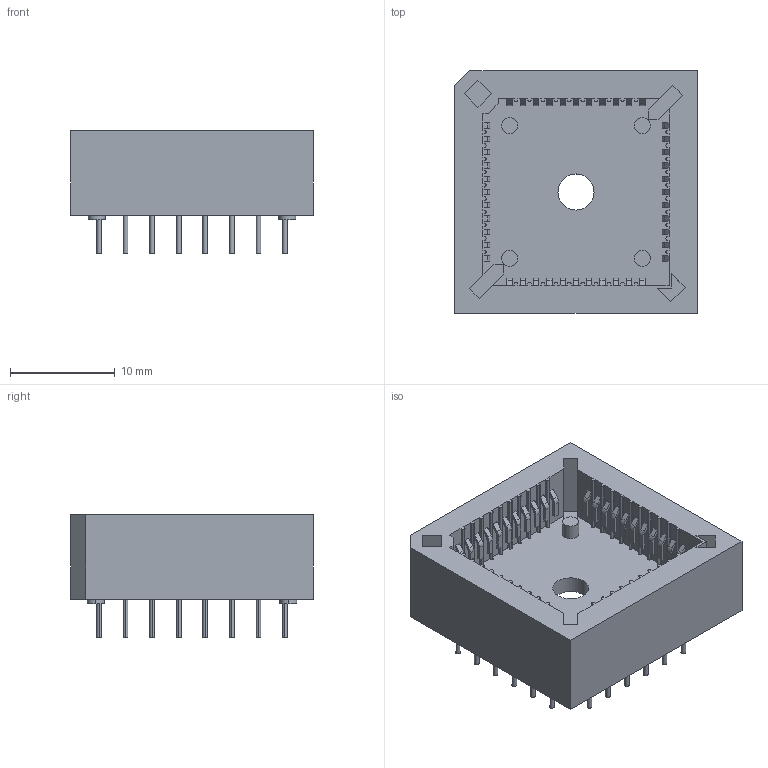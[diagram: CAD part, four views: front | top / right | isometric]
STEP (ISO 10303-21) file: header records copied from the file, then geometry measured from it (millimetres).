
FILE_DESCRIPTION(('STEP AP242'),'1');
FILE_NAME('70042919.stp','2020-03-13T10:22:58',('TraceParts'),('TraceParts S.A.'),'Spatial InterOp 3D',' ',' ');
FILE_SCHEMA(('AP242_MANAGED_MODEL_BASED_3D_ENGINEERING_MIM_LF {1 0 10303 442 1 1 4}'));
Length unit declared in the file: millimetre
Products named in the file (1): 70042919
Bounding box: 23.18 x 23.18 x 11.75 mm (x, y, z)
Volume: 2558.8 mm3; surface area: 2900.6 mm2
Topology: 1 solids, 1 shells, 837 faces, 2205 edges, 1470 vertices
Faces by surface type: plane 563, cylinder 274
Entity records: 25846 total; most frequent: CARTESIAN_POINT 4513, DIRECTION 4429, ORIENTED_EDGE 4410, EDGE_CURVE 2205, LINE 1657, VECTOR 1657, VERTEX_POINT 1470, AXIS2_PLACEMENT_3D 1386
